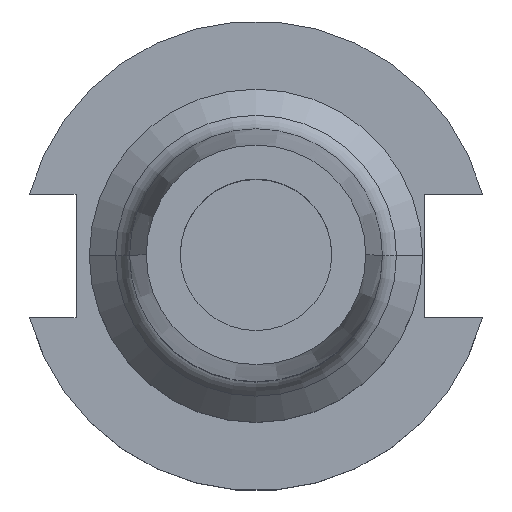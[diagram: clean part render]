
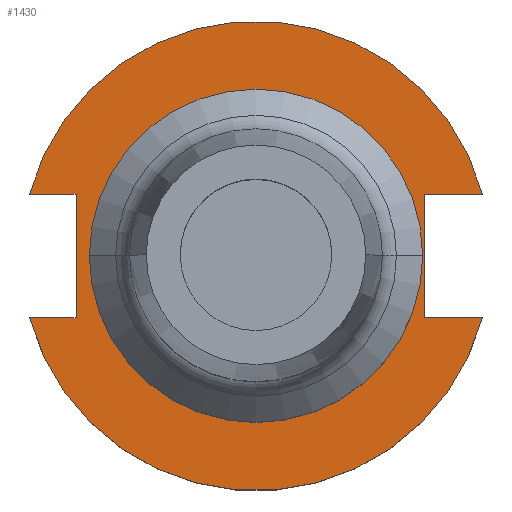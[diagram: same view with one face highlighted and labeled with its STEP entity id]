
A CAD part, top view. The second image highlights one B-rep face of the part: STEP entity #1430.
In plain terms, the highlighted planar face has unit normal (0, 0, 1).
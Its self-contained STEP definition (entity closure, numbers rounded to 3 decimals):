
#9 = VERTEX_POINT ( 'NONE', #900 ) ;
#18 = FACE_OUTER_BOUND ( 'NONE', #1674, .T. ) ;
#21 = DIRECTION ( 'NONE',  ( 0., 0., 1. ) ) ;
#22 = AXIS2_PLACEMENT_3D ( 'NONE', #1297, #931, #331 ) ;
#71 = CARTESIAN_POINT ( 'NONE',  ( 0., 49.212, 19.05 ) ) ;
#74 = ORIENTED_EDGE ( 'NONE', *, *, #136, .T. ) ;
#77 = EDGE_CURVE ( 'NONE', #1147, #1391, #452, .T. ) ;
#96 = CIRCLE ( 'NONE', #1703, 34.925 ) ;
#101 = CIRCLE ( 'NONE', #652, 34.925 ) ;
#105 = ORIENTED_EDGE ( 'NONE', *, *, #808, .F. ) ;
#126 = CIRCLE ( 'NONE', #1511, 49.212 ) ;
#136 = EDGE_CURVE ( 'NONE', #9, #948, #1723, .T. ) ;
#164 = EDGE_LOOP ( 'NONE', ( #774, #594 ) ) ;
#176 = EDGE_CURVE ( 'NONE', #781, #820, #611, .T. ) ;
#181 = VERTEX_POINT ( 'NONE', #628 ) ;
#218 = DIRECTION ( 'NONE',  ( 0., 1., 0. ) ) ;
#240 = VECTOR ( 'NONE', #1245, 1000. ) ;
#297 = CARTESIAN_POINT ( 'NONE',  ( 0., 0., 19.05 ) ) ;
#319 = VERTEX_POINT ( 'NONE', #374 ) ;
#324 = DIRECTION ( 'NONE',  ( 1., 0., 0. ) ) ;
#326 = LINE ( 'NONE', #834, #1727 ) ;
#331 = DIRECTION ( 'NONE',  ( 1., 0., 0. ) ) ;
#374 = CARTESIAN_POINT ( 'NONE',  ( -47.477, -12.954, 19.05 ) ) ;
#384 = FACE_BOUND ( 'NONE', #164, .T. ) ;
#401 = CARTESIAN_POINT ( 'NONE',  ( 34.925, 0., 19.05 ) ) ;
#439 = PLANE ( 'NONE',  #577 ) ;
#452 = LINE ( 'NONE', #909, #1461 ) ;
#453 = EDGE_CURVE ( 'NONE', #1391, #948, #862, .T. ) ;
#469 = EDGE_CURVE ( 'NONE', #181, #1717, #96, .T. ) ;
#474 = VECTOR ( 'NONE', #910, 1000. ) ;
#475 = ORIENTED_EDGE ( 'NONE', *, *, #712, .T. ) ;
#540 = ORIENTED_EDGE ( 'NONE', *, *, #77, .F. ) ;
#577 = AXIS2_PLACEMENT_3D ( 'NONE', #71, #21, #1756 ) ;
#584 = CARTESIAN_POINT ( 'NONE',  ( 47.477, -12.954, 19.05 ) ) ;
#590 = CARTESIAN_POINT ( 'NONE',  ( 35.306, -12.954, 19.05 ) ) ;
#594 = ORIENTED_EDGE ( 'NONE', *, *, #469, .F. ) ;
#611 = LINE ( 'NONE', #1096, #240 ) ;
#628 = CARTESIAN_POINT ( 'NONE',  ( -34.925, 0., 19.05 ) ) ;
#633 = CARTESIAN_POINT ( 'NONE',  ( -37.719, 12.954, 19.05 ) ) ;
#652 = AXIS2_PLACEMENT_3D ( 'NONE', #1624, #967, #1604 ) ;
#664 = EDGE_CURVE ( 'NONE', #820, #1691, #1707, .T. ) ;
#712 = EDGE_CURVE ( 'NONE', #319, #1691, #126, .T. ) ;
#774 = ORIENTED_EDGE ( 'NONE', *, *, #945, .F. ) ;
#781 = VERTEX_POINT ( 'NONE', #874 ) ;
#794 = VECTOR ( 'NONE', #1742, 1000. ) ;
#808 = EDGE_CURVE ( 'NONE', #9, #781, #326, .T. ) ;
#820 = VERTEX_POINT ( 'NONE', #590 ) ;
#834 = CARTESIAN_POINT ( 'NONE',  ( 35.306, 12.954, 19.05 ) ) ;
#847 = ORIENTED_EDGE ( 'NONE', *, *, #176, .F. ) ;
#862 = LINE ( 'NONE', #1692, #474 ) ;
#874 = CARTESIAN_POINT ( 'NONE',  ( 35.306, 12.954, 19.05 ) ) ;
#900 = CARTESIAN_POINT ( 'NONE',  ( 47.477, 12.954, 19.05 ) ) ;
#904 = DIRECTION ( 'NONE',  ( 1., 0., 0. ) ) ;
#909 = CARTESIAN_POINT ( 'NONE',  ( -37.719, 12.954, 19.05 ) ) ;
#910 = DIRECTION ( 'NONE',  ( -1., 0., 0. ) ) ;
#931 = DIRECTION ( 'NONE',  ( 0., 0., 1. ) ) ;
#945 = EDGE_CURVE ( 'NONE', #1717, #181, #101, .T. ) ;
#948 = VERTEX_POINT ( 'NONE', #1587 ) ;
#967 = DIRECTION ( 'NONE',  ( 0., 0., 1. ) ) ;
#978 = VECTOR ( 'NONE', #904, 1000. ) ;
#1011 = DIRECTION ( 'NONE',  ( -1., 0., 0. ) ) ;
#1031 = EDGE_CURVE ( 'NONE', #319, #1147, #1515, .T. ) ;
#1080 = CARTESIAN_POINT ( 'NONE',  ( -37.719, -12.954, 19.05 ) ) ;
#1096 = CARTESIAN_POINT ( 'NONE',  ( 35.306, 12.954, 19.05 ) ) ;
#1147 = VERTEX_POINT ( 'NONE', #1080 ) ;
#1245 = DIRECTION ( 'NONE',  ( 0., -1., 0. ) ) ;
#1277 = ORIENTED_EDGE ( 'NONE', *, *, #453, .F. ) ;
#1297 = CARTESIAN_POINT ( 'NONE',  ( 0., 0., 19.05 ) ) ;
#1391 = VERTEX_POINT ( 'NONE', #633 ) ;
#1430 = ADVANCED_FACE ( 'NONE', ( #384, #18 ), #439, .T. ) ;
#1461 = VECTOR ( 'NONE', #218, 1000. ) ;
#1511 = AXIS2_PLACEMENT_3D ( 'NONE', #1663, #1648, #1639 ) ;
#1515 = LINE ( 'NONE', #1754, #794 ) ;
#1520 = DIRECTION ( 'NONE',  ( 0., 0., 1. ) ) ;
#1587 = CARTESIAN_POINT ( 'NONE',  ( -47.477, 12.954, 19.05 ) ) ;
#1588 = ORIENTED_EDGE ( 'NONE', *, *, #664, .F. ) ;
#1604 = DIRECTION ( 'NONE',  ( 1., 0., 0. ) ) ;
#1624 = CARTESIAN_POINT ( 'NONE',  ( 0., 0., 19.05 ) ) ;
#1636 = ORIENTED_EDGE ( 'NONE', *, *, #1031, .F. ) ;
#1639 = DIRECTION ( 'NONE',  ( 1., 0., 0. ) ) ;
#1643 = CARTESIAN_POINT ( 'NONE',  ( 35.306, -12.954, 19.05 ) ) ;
#1648 = DIRECTION ( 'NONE',  ( 0., 0., 1. ) ) ;
#1663 = CARTESIAN_POINT ( 'NONE',  ( 0., 0., 19.05 ) ) ;
#1674 = EDGE_LOOP ( 'NONE', ( #475, #1588, #847, #105, #74, #1277, #540, #1636 ) ) ;
#1691 = VERTEX_POINT ( 'NONE', #584 ) ;
#1692 = CARTESIAN_POINT ( 'NONE',  ( -63.719, 12.954, 19.05 ) ) ;
#1703 = AXIS2_PLACEMENT_3D ( 'NONE', #297, #1520, #324 ) ;
#1707 = LINE ( 'NONE', #1643, #978 ) ;
#1717 = VERTEX_POINT ( 'NONE', #401 ) ;
#1723 = CIRCLE ( 'NONE', #22, 49.212 ) ;
#1727 = VECTOR ( 'NONE', #1011, 1000. ) ;
#1742 = DIRECTION ( 'NONE',  ( 1., 0., 0. ) ) ;
#1754 = CARTESIAN_POINT ( 'NONE',  ( -63.719, -12.954, 19.05 ) ) ;
#1756 = DIRECTION ( 'NONE',  ( 1., 0., 0. ) ) ;
